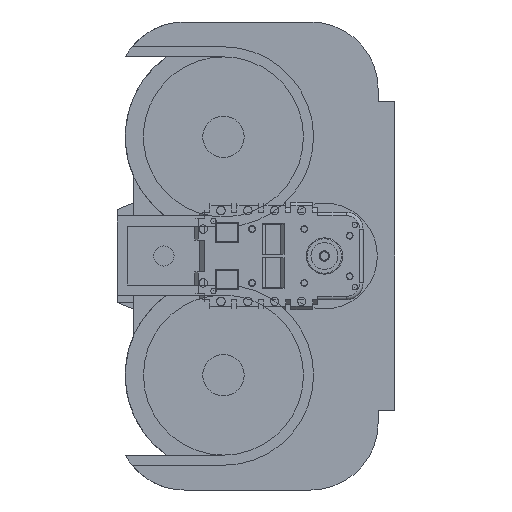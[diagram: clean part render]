
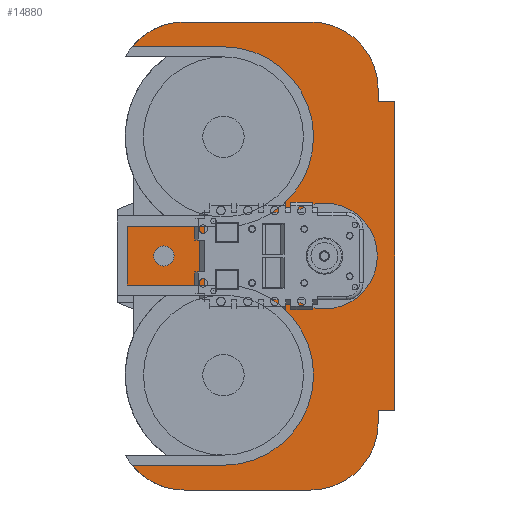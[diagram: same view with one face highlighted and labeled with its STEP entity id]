
A CAD part, front view. The second image highlights one B-rep face of the part: STEP entity #14880.
In plain terms, the highlighted planar face has unit normal (0, -1, 0).
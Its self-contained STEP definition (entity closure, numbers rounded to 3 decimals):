
#393=FACE_BOUND('',#2626,.T.);
#394=FACE_BOUND('',#2627,.T.);
#925=PLANE('',#16122);
#1701=FACE_OUTER_BOUND('',#2625,.T.);
#2625=EDGE_LOOP('',(#13592,#13593,#13594,#13595,#13596,#13597,#13598,#13599,
#13600,#13601,#13602,#13603,#13604,#13605,#13606,#13607,#13608,#13609));
#2626=EDGE_LOOP('',(#13610));
#2627=EDGE_LOOP('',(#13611));
#4219=LINE('',#28083,#5820);
#4220=LINE('',#28085,#5821);
#4221=LINE('',#28087,#5822);
#4222=LINE('',#28091,#5823);
#4223=LINE('',#28095,#5824);
#4224=LINE('',#28099,#5825);
#4225=LINE('',#28101,#5826);
#4226=LINE('',#28103,#5827);
#4227=LINE('',#28107,#5828);
#4228=LINE('',#28111,#5829);
#4229=LINE('',#28115,#5830);
#4230=LINE('',#28116,#5831);
#5820=VECTOR('',#19889,10.);
#5821=VECTOR('',#19890,10.);
#5822=VECTOR('',#19891,10.);
#5823=VECTOR('',#19894,10.);
#5824=VECTOR('',#19897,10.);
#5825=VECTOR('',#19900,10.);
#5826=VECTOR('',#19901,10.);
#5827=VECTOR('',#19902,10.);
#5828=VECTOR('',#19905,10.);
#5829=VECTOR('',#19908,10.);
#5830=VECTOR('',#19911,10.);
#5831=VECTOR('',#19912,10.);
#6267=CIRCLE('',#16123,20.);
#6268=CIRCLE('',#16124,20.);
#6269=CIRCLE('',#16125,26.778);
#6270=CIRCLE('',#16126,26.778);
#6271=CIRCLE('',#16127,20.);
#6272=CIRCLE('',#16128,20.);
#6273=CIRCLE('',#16129,15.723);
#6274=CIRCLE('',#16130,3.);
#7563=VERTEX_POINT('',#28081);
#7564=VERTEX_POINT('',#28082);
#7565=VERTEX_POINT('',#28084);
#7566=VERTEX_POINT('',#28086);
#7567=VERTEX_POINT('',#28088);
#7568=VERTEX_POINT('',#28090);
#7569=VERTEX_POINT('',#28092);
#7570=VERTEX_POINT('',#28094);
#7571=VERTEX_POINT('',#28096);
#7572=VERTEX_POINT('',#28098);
#7573=VERTEX_POINT('',#28100);
#7574=VERTEX_POINT('',#28102);
#7575=VERTEX_POINT('',#28104);
#7576=VERTEX_POINT('',#28106);
#7577=VERTEX_POINT('',#28108);
#7578=VERTEX_POINT('',#28110);
#7579=VERTEX_POINT('',#28112);
#7580=VERTEX_POINT('',#28114);
#7581=VERTEX_POINT('',#28117);
#7582=VERTEX_POINT('',#28119);
#9593=EDGE_CURVE('',#7563,#7564,#4219,.T.);
#9594=EDGE_CURVE('',#7565,#7563,#4220,.T.);
#9595=EDGE_CURVE('',#7565,#7566,#4221,.T.);
#9596=EDGE_CURVE('',#7566,#7567,#6267,.T.);
#9597=EDGE_CURVE('',#7567,#7568,#4222,.T.);
#9598=EDGE_CURVE('',#7568,#7569,#6268,.T.);
#9599=EDGE_CURVE('',#7569,#7570,#4223,.T.);
#9600=EDGE_CURVE('',#7570,#7571,#6269,.T.);
#9601=EDGE_CURVE('',#7571,#7572,#4224,.T.);
#9602=EDGE_CURVE('',#7572,#7573,#4225,.T.);
#9603=EDGE_CURVE('',#7573,#7574,#4226,.T.);
#9604=EDGE_CURVE('',#7574,#7575,#6270,.T.);
#9605=EDGE_CURVE('',#7575,#7576,#4227,.T.);
#9606=EDGE_CURVE('',#7576,#7577,#6271,.T.);
#9607=EDGE_CURVE('',#7577,#7578,#4228,.T.);
#9608=EDGE_CURVE('',#7578,#7579,#6272,.T.);
#9609=EDGE_CURVE('',#7579,#7580,#4229,.T.);
#9610=EDGE_CURVE('',#7580,#7564,#4230,.T.);
#9611=EDGE_CURVE('',#7581,#7581,#6273,.T.);
#9612=EDGE_CURVE('',#7582,#7582,#6274,.T.);
#13592=ORIENTED_EDGE('',*,*,#9593,.F.);
#13593=ORIENTED_EDGE('',*,*,#9594,.F.);
#13594=ORIENTED_EDGE('',*,*,#9595,.T.);
#13595=ORIENTED_EDGE('',*,*,#9596,.T.);
#13596=ORIENTED_EDGE('',*,*,#9597,.T.);
#13597=ORIENTED_EDGE('',*,*,#9598,.T.);
#13598=ORIENTED_EDGE('',*,*,#9599,.T.);
#13599=ORIENTED_EDGE('',*,*,#9600,.T.);
#13600=ORIENTED_EDGE('',*,*,#9601,.T.);
#13601=ORIENTED_EDGE('',*,*,#9602,.T.);
#13602=ORIENTED_EDGE('',*,*,#9603,.T.);
#13603=ORIENTED_EDGE('',*,*,#9604,.T.);
#13604=ORIENTED_EDGE('',*,*,#9605,.T.);
#13605=ORIENTED_EDGE('',*,*,#9606,.T.);
#13606=ORIENTED_EDGE('',*,*,#9607,.T.);
#13607=ORIENTED_EDGE('',*,*,#9608,.T.);
#13608=ORIENTED_EDGE('',*,*,#9609,.T.);
#13609=ORIENTED_EDGE('',*,*,#9610,.T.);
#13610=ORIENTED_EDGE('',*,*,#9611,.F.);
#13611=ORIENTED_EDGE('',*,*,#9612,.T.);
#14880=ADVANCED_FACE('',(#1701,#393,#394),#925,.T.);
#16122=AXIS2_PLACEMENT_3D('',#28080,#19887,#19888);
#16123=AXIS2_PLACEMENT_3D('',#28089,#19892,#19893);
#16124=AXIS2_PLACEMENT_3D('',#28093,#19895,#19896);
#16125=AXIS2_PLACEMENT_3D('',#28097,#19898,#19899);
#16126=AXIS2_PLACEMENT_3D('',#28105,#19903,#19904);
#16127=AXIS2_PLACEMENT_3D('',#28109,#19906,#19907);
#16128=AXIS2_PLACEMENT_3D('',#28113,#19909,#19910);
#16129=AXIS2_PLACEMENT_3D('',#28118,#19913,#19914);
#16130=AXIS2_PLACEMENT_3D('',#28120,#19915,#19916);
#19887=DIRECTION('center_axis',(0.,-1.,0.));
#19888=DIRECTION('ref_axis',(1.,0.,0.));
#19889=DIRECTION('',(0.,0.,-1.));
#19890=DIRECTION('',(1.,0.,0.));
#19891=DIRECTION('',(0.,0.,1.));
#19892=DIRECTION('center_axis',(0.,-1.,0.));
#19893=DIRECTION('ref_axis',(1.,0.,0.));
#19894=DIRECTION('',(-1.,0.,0.));
#19895=DIRECTION('center_axis',(0.,-1.,0.));
#19896=DIRECTION('ref_axis',(0.,0.,1.));
#19897=DIRECTION('',(1.,0.,0.));
#19898=DIRECTION('center_axis',(0.,1.,0.));
#19899=DIRECTION('ref_axis',(-0.141,0.,-0.99));
#19900=DIRECTION('',(-1.,0.,0.));
#19901=DIRECTION('',(0.,0.,-1.));
#19902=DIRECTION('',(1.,0.,0.));
#19903=DIRECTION('center_axis',(0.,1.,0.));
#19904=DIRECTION('ref_axis',(0.,0.,-1.));
#19905=DIRECTION('',(-1.,0.,0.));
#19906=DIRECTION('center_axis',(0.,-1.,0.));
#19907=DIRECTION('ref_axis',(-1.,0.,0.));
#19908=DIRECTION('',(1.,0.,0.));
#19909=DIRECTION('center_axis',(0.,-1.,0.));
#19910=DIRECTION('ref_axis',(0.,0.,-1.));
#19911=DIRECTION('',(0.,0.,1.));
#19912=DIRECTION('',(1.,0.,0.));
#19913=DIRECTION('center_axis',(0.,-1.,0.));
#19914=DIRECTION('ref_axis',(1.,0.,0.));
#19915=DIRECTION('center_axis',(0.,1.,0.));
#19916=DIRECTION('ref_axis',(1.,0.,0.));
#28080=CARTESIAN_POINT('Origin',(7.171,-21.218,0.));
#28081=CARTESIAN_POINT('',(50.976,-21.218,45.863));
#28082=CARTESIAN_POINT('',(50.976,-21.218,-45.863));
#28083=CARTESIAN_POINT('',(50.976,-21.218,-45.863));
#28084=CARTESIAN_POINT('',(45.976,-21.218,45.863));
#28085=CARTESIAN_POINT('',(45.976,-21.218,45.863));
#28086=CARTESIAN_POINT('',(45.976,-21.218,49.538));
#28087=CARTESIAN_POINT('',(45.976,-21.218,0.878));
#28088=CARTESIAN_POINT('',(25.976,-21.218,69.538));
#28089=CARTESIAN_POINT('Origin',(25.976,-21.218,49.538));
#28090=CARTESIAN_POINT('',(-11.635,-21.218,69.538));
#28091=CARTESIAN_POINT('',(25.976,-21.218,69.538));
#28092=CARTESIAN_POINT('',(-27.133,-21.218,62.178));
#28093=CARTESIAN_POINT('Origin',(-11.635,-21.218,49.538));
#28094=CARTESIAN_POINT('',(0.,-21.218,62.178));
#28095=CARTESIAN_POINT('',(3.585,-21.218,62.178));
#28096=CARTESIAN_POINT('',(-3.777,-21.218,8.889));
#28097=CARTESIAN_POINT('Origin',(0.,-21.218,35.4));
#28098=CARTESIAN_POINT('',(-28.635,-21.218,8.889));
#28099=CARTESIAN_POINT('',(-10.732,-21.218,8.889));
#28100=CARTESIAN_POINT('',(-28.635,-21.218,-8.622));
#28101=CARTESIAN_POINT('',(-28.635,-21.218,-4.311));
#28102=CARTESIAN_POINT('',(0.,-21.218,-8.622));
#28103=CARTESIAN_POINT('',(3.585,-21.218,-8.622));
#28104=CARTESIAN_POINT('',(0.,-21.218,-62.178));
#28105=CARTESIAN_POINT('Origin',(0.,-21.218,-35.4));
#28106=CARTESIAN_POINT('',(-27.133,-21.218,-62.178));
#28107=CARTESIAN_POINT('',(-9.981,-21.218,-62.178));
#28108=CARTESIAN_POINT('',(-11.635,-21.218,-69.538));
#28109=CARTESIAN_POINT('Origin',(-11.635,-21.218,-49.538));
#28110=CARTESIAN_POINT('',(25.976,-21.218,-69.538));
#28111=CARTESIAN_POINT('',(-11.635,-21.218,-69.538));
#28112=CARTESIAN_POINT('',(45.976,-21.218,-49.538));
#28113=CARTESIAN_POINT('Origin',(25.976,-21.218,-49.538));
#28114=CARTESIAN_POINT('',(45.976,-21.218,-45.863));
#28115=CARTESIAN_POINT('',(45.976,-21.218,-49.538));
#28116=CARTESIAN_POINT('',(45.976,-21.218,-45.863));
#28117=CARTESIAN_POINT('',(14.277,-21.218,0.));
#28118=CARTESIAN_POINT('Origin',(30.,-21.218,0.));
#28119=CARTESIAN_POINT('',(-20.689,-21.218,0.013));
#28120=CARTESIAN_POINT('Origin',(-17.689,-21.218,0.013));
